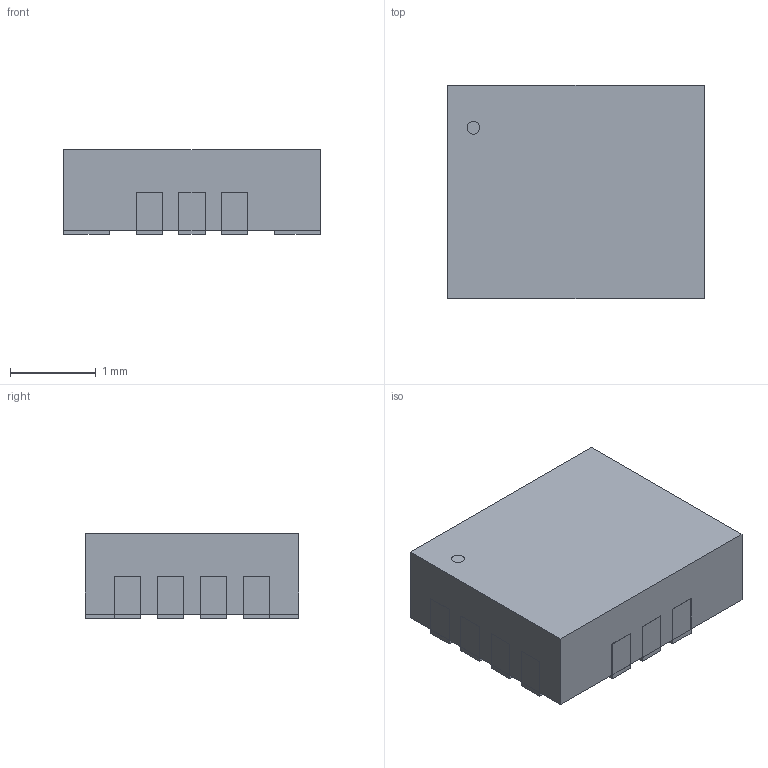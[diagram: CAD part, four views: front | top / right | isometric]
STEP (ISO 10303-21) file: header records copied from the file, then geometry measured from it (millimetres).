
FILE_DESCRIPTION(('STEP AP214'),'1');
FILE_NAME('BMX160_BOS','2025-06-03T05:32:59',(''),(''),'','','');
FILE_SCHEMA(('AUTOMOTIVE_DESIGN'));
Length unit declared in the file: millimetre
Products named in the file (1): product
Bounding box: 3 x 2.5 x 0.99 mm (x, y, z)
Volume: 7.1 mm3; surface area: 34.8 mm2
Topology: 16 solids, 16 shells, 121 faces, 267 edges, 178 vertices
Faces by surface type: plane 120, cylinder 1
Full cylindrical faces by diameter (mm): 0.15 x1
Entity records: 3257 total; most frequent: ORIENTED_EDGE 532, DIRECTION 514, CARTESIAN_POINT 303, EDGE_CURVE 266, LINE 264, VECTOR 264, VERTEX_POINT 178, AXIS2_PLACEMENT_3D 125
